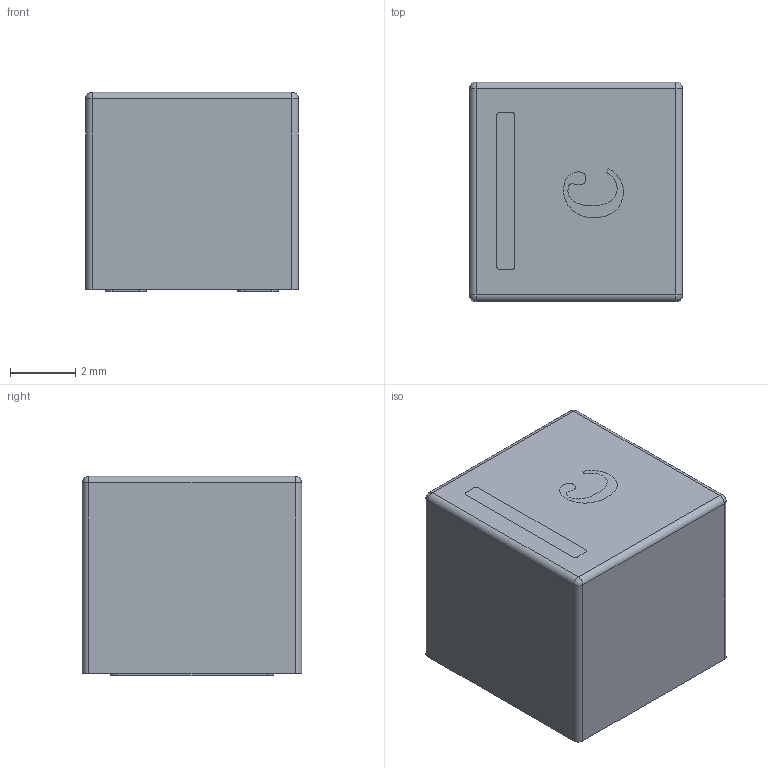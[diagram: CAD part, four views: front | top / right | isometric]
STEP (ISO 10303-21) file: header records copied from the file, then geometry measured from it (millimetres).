
FILE_DESCRIPTION(/* description */ (''),/* implementation_level */ '2;1');
FILE_NAME(/* name */ '1.stp',/* time_stamp */ '2020-07-22T14:41:17+02:00',/* author */ ('Karem'),/* organization */ (''),/* preprocessor_version */ 'ST-DEVELOPER v15.6',/* originating_system */ 'Autodesk Inventor 2015',/* authorisation */ '');
FILE_SCHEMA (('AUTOMOTIVE_DESIGN { 1 0 10303 214 3 1 1 }'));
Length unit declared in the file: millimetre
Products named in the file (4): 1; 2; CoilCraft Logo2
Bounding box: 6.51 x 6.71 x 6.1 mm (x, y, z)
Volume: 265 mm3; surface area: 279.1 mm2
Topology: 5 solids, 5 shells, 64 faces, 150 edges, 96 vertices
Faces by surface type: plane 27, cylinder 20, bspline 13, sphere 4
Entity records: 1994 total; most frequent: CARTESIAN_POINT 486, ORIENTED_EDGE 300, DIRECTION 280, EDGE_CURVE 150, AXIS2_PLACEMENT_3D 98, VERTEX_POINT 96, LINE 84, VECTOR 84
